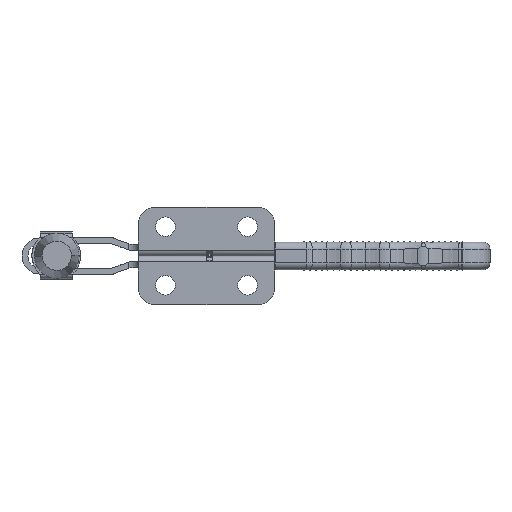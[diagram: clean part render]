
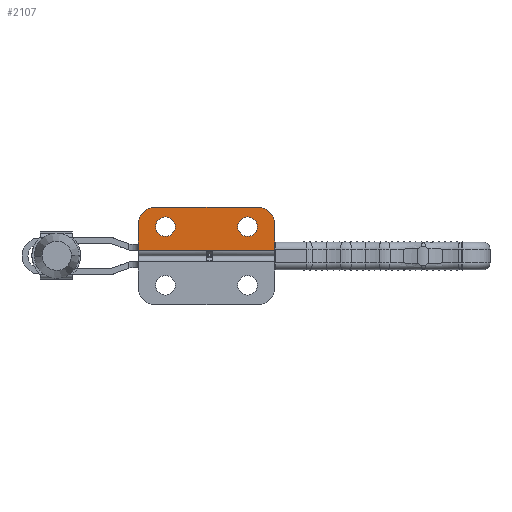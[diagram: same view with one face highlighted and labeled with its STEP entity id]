
A CAD part, front view. The second image highlights one B-rep face of the part: STEP entity #2107.
In plain terms, the highlighted planar face has unit normal (0, -1, 0).
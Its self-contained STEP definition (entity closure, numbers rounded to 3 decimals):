
#343 = VERTEX_POINT ( 'NONE', #12421 ) ;
#1017 = ORIENTED_EDGE ( 'NONE', *, *, #31060, .F. ) ;
#1801 = DIRECTION ( 'NONE',  ( 0., 1., 0. ) ) ;
#2107 = ADVANCED_FACE ( 'NONE', ( #4668, #42786, #23744 ), #45314, .F. ) ;
#3782 = CARTESIAN_POINT ( 'NONE',  ( 70., 0., 16. ) ) ;
#3860 = AXIS2_PLACEMENT_3D ( 'NONE', #41348, #18582, #45219 ) ;
#4087 = VERTEX_POINT ( 'NONE', #16740 ) ;
#4127 = VECTOR ( 'NONE', #47114, 1000. ) ;
#4641 = ORIENTED_EDGE ( 'NONE', *, *, #48170, .F. ) ;
#4668 = FACE_OUTER_BOUND ( 'NONE', #19495, .T. ) ;
#4938 = EDGE_CURVE ( 'NONE', #12216, #21186, #43750, .T. ) ;
#6997 = ORIENTED_EDGE ( 'NONE', *, *, #4938, .T. ) ;
#7042 = LINE ( 'NONE', #40831, #42771 ) ;
#7539 = DIRECTION ( 'NONE',  ( 0., 0., 1. ) ) ;
#9543 = DIRECTION ( 'NONE',  ( 0., 1., 0. ) ) ;
#10821 = EDGE_CURVE ( 'NONE', #15025, #343, #14556, .T. ) ;
#10982 = LINE ( 'NONE', #27388, #29997 ) ;
#12126 = DIRECTION ( 'NONE',  ( 0., 1., 0. ) ) ;
#12216 = VERTEX_POINT ( 'NONE', #48639 ) ;
#12421 = CARTESIAN_POINT ( 'NONE',  ( 14., 0., 10. ) ) ;
#12826 = AXIS2_PLACEMENT_3D ( 'NONE', #43725, #20939, #47598 ) ;
#12968 = CIRCLE ( 'NONE', #12826, 9. ) ;
#14109 = DIRECTION ( 'NONE',  ( 0., 1., 0. ) ) ;
#14184 = VERTEX_POINT ( 'NONE', #33233 ) ;
#14556 = CIRCLE ( 'NONE', #17450, 5. ) ;
#15025 = VERTEX_POINT ( 'NONE', #16202 ) ;
#16202 = CARTESIAN_POINT ( 'NONE',  ( 14., 0., 20. ) ) ;
#16546 = EDGE_LOOP ( 'NONE', ( #44869, #42189 ) ) ;
#16740 = CARTESIAN_POINT ( 'NONE',  ( 56., 0., 10. ) ) ;
#17450 = AXIS2_PLACEMENT_3D ( 'NONE', #24585, #1801, #28413 ) ;
#18582 = DIRECTION ( 'NONE',  ( 0., 1., 0. ) ) ;
#19048 = AXIS2_PLACEMENT_3D ( 'NONE', #32306, #9543, #36138 ) ;
#19495 = EDGE_LOOP ( 'NONE', ( #44539, #6997, #4641, #29416, #1017, #22067 ) ) ;
#19744 = DIRECTION ( 'NONE',  ( 1., 0., 0. ) ) ;
#20939 = DIRECTION ( 'NONE',  ( 0., 1., 0. ) ) ;
#20942 = EDGE_CURVE ( 'NONE', #37806, #14184, #37043, .T. ) ;
#21052 = EDGE_CURVE ( 'NONE', #4087, #25631, #23416, .T. ) ;
#21186 = VERTEX_POINT ( 'NONE', #38525 ) ;
#22067 = ORIENTED_EDGE ( 'NONE', *, *, #20942, .F. ) ;
#22149 = DIRECTION ( 'NONE',  ( 1., 0., 0. ) ) ;
#23416 = CIRCLE ( 'NONE', #3860, 5. ) ;
#23679 = CIRCLE ( 'NONE', #19048, 5. ) ;
#23744 = FACE_BOUND ( 'NONE', #16546, .T. ) ;
#24585 = CARTESIAN_POINT ( 'NONE',  ( 14., 0., 15. ) ) ;
#25236 = VERTEX_POINT ( 'NONE', #3782 ) ;
#25631 = VERTEX_POINT ( 'NONE', #42396 ) ;
#26503 = CARTESIAN_POINT ( 'NONE',  ( 0., 0., 3. ) ) ;
#27388 = CARTESIAN_POINT ( 'NONE',  ( 9., 0., 25. ) ) ;
#27590 = EDGE_CURVE ( 'NONE', #343, #15025, #23679, .T. ) ;
#28107 = CARTESIAN_POINT ( 'NONE',  ( 0., 0., 3. ) ) ;
#28271 = EDGE_LOOP ( 'NONE', ( #46340, #42402 ) ) ;
#28413 = DIRECTION ( 'NONE',  ( 0., 0., 1. ) ) ;
#28880 = AXIS2_PLACEMENT_3D ( 'NONE', #34892, #12126, #38746 ) ;
#29416 = ORIENTED_EDGE ( 'NONE', *, *, #38673, .F. ) ;
#29997 = VECTOR ( 'NONE', #19744, 1000. ) ;
#30296 = DIRECTION ( 'NONE',  ( 0., 1., 0. ) ) ;
#30916 = VERTEX_POINT ( 'NONE', #45509 ) ;
#31060 = EDGE_CURVE ( 'NONE', #14184, #30916, #10982, .T. ) ;
#32306 = CARTESIAN_POINT ( 'NONE',  ( 14., 0., 15. ) ) ;
#32415 = VECTOR ( 'NONE', #22149, 1000. ) ;
#33233 = CARTESIAN_POINT ( 'NONE',  ( 9., 0., 25. ) ) ;
#33282 = LINE ( 'NONE', #28107, #4127 ) ;
#34598 = CIRCLE ( 'NONE', #28880, 5. ) ;
#34892 = CARTESIAN_POINT ( 'NONE',  ( 56., 0., 15. ) ) ;
#35838 = CARTESIAN_POINT ( 'NONE',  ( 0., 0., 16. ) ) ;
#36138 = DIRECTION ( 'NONE',  ( 0., 0., 1. ) ) ;
#36851 = CARTESIAN_POINT ( 'NONE',  ( 9., 0., 16. ) ) ;
#37043 = CIRCLE ( 'NONE', #37958, 9. ) ;
#37196 = EDGE_CURVE ( 'NONE', #37806, #12216, #33282, .T. ) ;
#37806 = VERTEX_POINT ( 'NONE', #35838 ) ;
#37958 = AXIS2_PLACEMENT_3D ( 'NONE', #36851, #14109, #40704 ) ;
#38525 = CARTESIAN_POINT ( 'NONE',  ( 70., 0., 3. ) ) ;
#38673 = EDGE_CURVE ( 'NONE', #30916, #25236, #12968, .T. ) ;
#38746 = DIRECTION ( 'NONE',  ( 0., 0., 1. ) ) ;
#40704 = DIRECTION ( 'NONE',  ( 0., 0., 1. ) ) ;
#40831 = CARTESIAN_POINT ( 'NONE',  ( 70., 0., 3. ) ) ;
#41348 = CARTESIAN_POINT ( 'NONE',  ( 56., 0., 15. ) ) ;
#42189 = ORIENTED_EDGE ( 'NONE', *, *, #45008, .T. ) ;
#42396 = CARTESIAN_POINT ( 'NONE',  ( 56., 0., 20. ) ) ;
#42402 = ORIENTED_EDGE ( 'NONE', *, *, #10821, .T. ) ;
#42771 = VECTOR ( 'NONE', #44666, 1000. ) ;
#42786 = FACE_BOUND ( 'NONE', #28271, .T. ) ;
#43725 = CARTESIAN_POINT ( 'NONE',  ( 61., 0., 16. ) ) ;
#43750 = LINE ( 'NONE', #44940, #32415 ) ;
#44539 = ORIENTED_EDGE ( 'NONE', *, *, #37196, .T. ) ;
#44666 = DIRECTION ( 'NONE',  ( 0., 0., -1. ) ) ;
#44869 = ORIENTED_EDGE ( 'NONE', *, *, #21052, .T. ) ;
#44940 = CARTESIAN_POINT ( 'NONE',  ( 0., 0., 3. ) ) ;
#45008 = EDGE_CURVE ( 'NONE', #25631, #4087, #34598, .T. ) ;
#45219 = DIRECTION ( 'NONE',  ( 0., 0., 1. ) ) ;
#45314 = PLANE ( 'NONE',  #48178 ) ;
#45509 = CARTESIAN_POINT ( 'NONE',  ( 61., 0., 25. ) ) ;
#46340 = ORIENTED_EDGE ( 'NONE', *, *, #27590, .T. ) ;
#47114 = DIRECTION ( 'NONE',  ( 0., 0., -1. ) ) ;
#47598 = DIRECTION ( 'NONE',  ( 0., 0., 1. ) ) ;
#48170 = EDGE_CURVE ( 'NONE', #25236, #21186, #7042, .T. ) ;
#48178 = AXIS2_PLACEMENT_3D ( 'NONE', #26503, #30296, #7539 ) ;
#48639 = CARTESIAN_POINT ( 'NONE',  ( 0., 0., 3. ) ) ;
